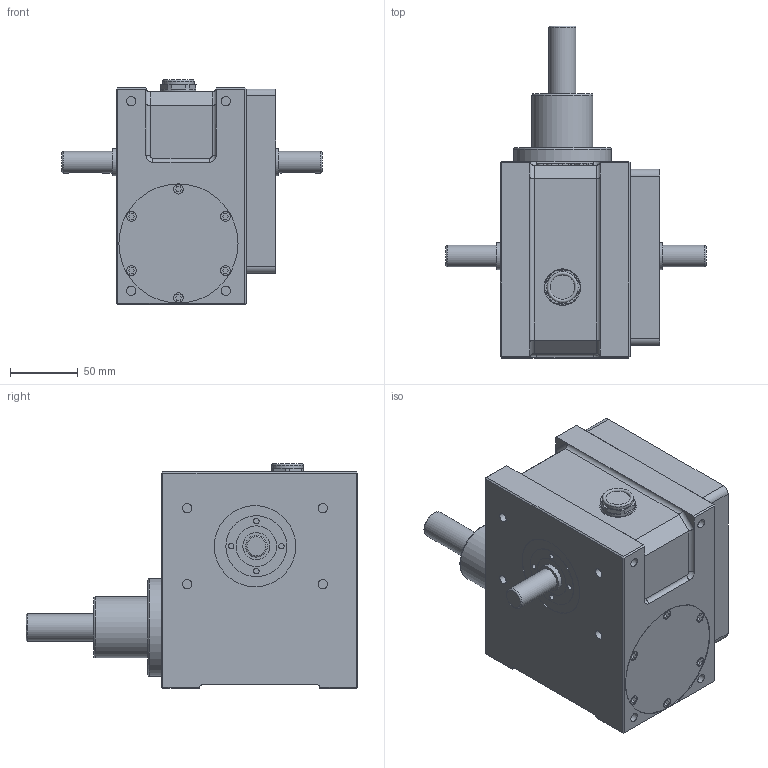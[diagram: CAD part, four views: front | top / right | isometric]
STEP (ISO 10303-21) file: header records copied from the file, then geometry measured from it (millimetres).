
FILE_DESCRIPTION(/* description */ ('Unknown'),/* implementation_level */ '2;1');
FILE_NAME(/* name */ 'FN060外型圖-2',/* time_stamp */ '2025-06-11T15:23:37+08:00',/* author */ ('Unknown'),/* organization */ ('Unknown'),/* preprocessor_version */ 'ST-DEVELOPER v19.4',/* originating_system */ 'Solid Edge',/* authorisation */ 'Unknown');
FILE_SCHEMA (('AUTOMOTIVE_DESIGN {1 0 10303 214 3 1 1}'));
Length unit declared in the file: millimetre
Products named in the file (1): FN060･~ｫｬｹﾏY妓W-
Bounding box: 192 x 245 x 166 mm (x, y, z)
Volume: 2669785 mm3; surface area: 140058.4 mm2
Topology: 1 solids, 1 shells, 455 faces, 1048 edges, 682 vertices
Faces by surface type: plane 306, cylinder 86, bspline 49, torus 10, cone 4
Full cylindrical faces by diameter (mm): 4 x12, 6.8 x16, 7 x6, 9 x12, 16 x2, 20 x3, 22 x1, 23 x1, 26 x1, 27 x1, 30 x2, 45 x3, 60 x2, 72 x1, 88 x1
Entity records: 17883 total; most frequent: CARTESIAN_POINT 4862, ORIENTED_EDGE 1924, DIRECTION 1863, EDGE_CURVE 962, VERTEX_POINT 675, LINE 671, VECTOR 671, FACE_BOUND 621
